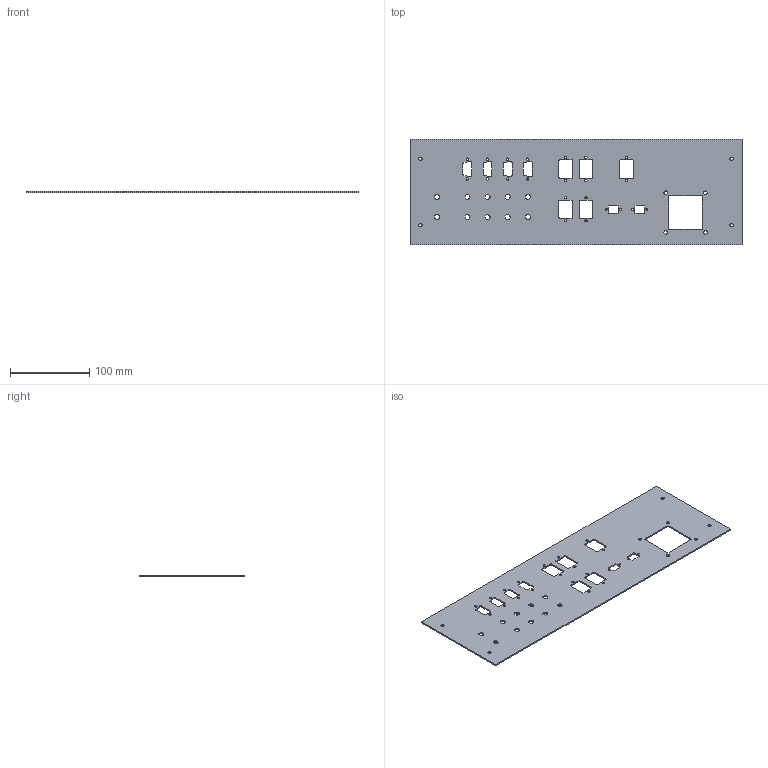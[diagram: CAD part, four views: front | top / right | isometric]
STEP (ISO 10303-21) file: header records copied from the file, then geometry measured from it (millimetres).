
FILE_DESCRIPTION(/* description */ (''),/* implementation_level */ '2;1');
FILE_NAME(/* name */ 'PCB_front.stp',/* time_stamp */ '2018-03-13T17:01:30-07:00',/* author */ ('Zara'),/* organization */ (''),/* preprocessor_version */ 'ST-DEVELOPER v16.5',/* originating_system */ 'Autodesk Inventor 2017',/* authorisation */ '');
FILE_SCHEMA (('AUTOMOTIVE_DESIGN { 1 0 10303 214 3 1 1 }'));
Length unit declared in the file: inch
Products named in the file (1): PDU_chassis
Bounding box: 418.85 x 132.59 x 1.65 mm (x, y, z)
Volume: 82860.3 mm3; surface area: 104474.1 mm2
Topology: 1 solids, 1 shells, 148 faces, 585 edges, 545 vertices
Faces by surface type: cylinder 84, plane 64
Full cylindrical faces by diameter (mm): 2.388 x2, 2.438 x2, 2.946 x18, 4.293 x4, 4.496 x4
Entity records: 6060 total; most frequent: CARTESIAN_POINT 1178, DIRECTION 1033, ORIENTED_EDGE 816, EDGE_CURVE 408, AXIS2_PLACEMENT_3D 359, LINE 315, VECTOR 315, VERTEX_POINT 292
